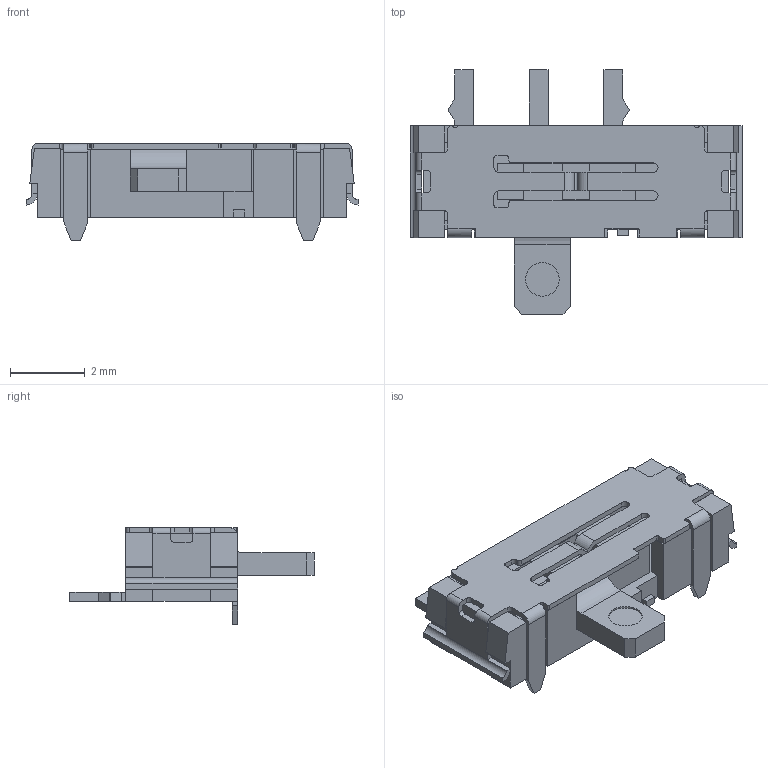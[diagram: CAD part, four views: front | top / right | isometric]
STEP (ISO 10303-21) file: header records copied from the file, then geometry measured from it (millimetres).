
FILE_DESCRIPTION (( 'STEP AP214' ), '1' );
FILE_NAME ('450405020524.STEP', '2023-10-31T16:24:01', ( '' ), ( '' ), 'SwSTEP 2.0', 'SolidWorks 2023', '' );
FILE_SCHEMA (( 'AUTOMOTIVE_DESIGN' ));
Length unit declared in the file: millimetre
Products named in the file (10): Slider; Pin 5; Pin 4; Slider 1; Pin 3; Cover; Pin 1; Pin 2; 450405020524; Frame
Assembly tree (9 placements, depth 2):
  450405020524
    Frame
    Cover
    Pin 2
    Pin 4
    Slider 1
    Pin 1
    Pin 3
    Slider
    Pin 5
Bounding box: 8.9 x 6.55 x 2.6 mm (x, y, z)
Volume: 43.3 mm3; surface area: 259.9 mm2
Topology: 9 solids, 9 shells, 366 faces, 1010 edges, 666 vertices
Faces by surface type: plane 248, cylinder 108, bspline 10
Entity records: 16155 total; most frequent: CARTESIAN_POINT 2288, ORIENTED_EDGE 2020, DIRECTION 1966, EDGE_CURVE 1010, LINE 766, VECTOR 766, VERTEX_POINT 666, AXIS2_PLACEMENT_3D 600
